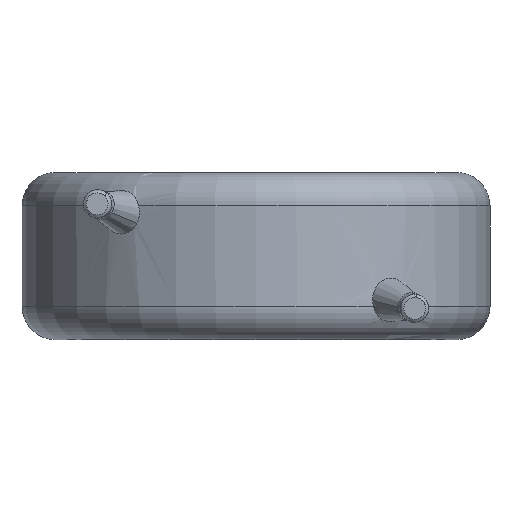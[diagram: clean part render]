
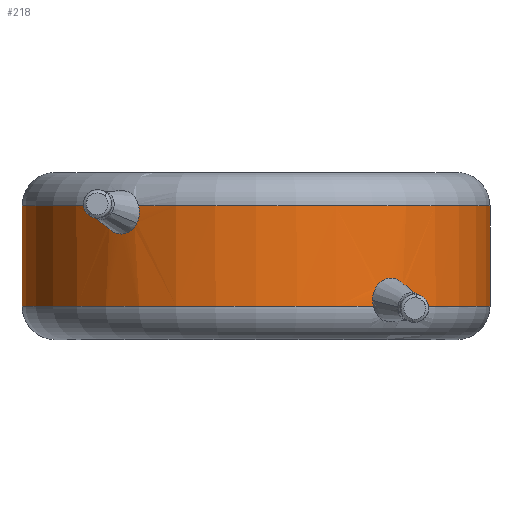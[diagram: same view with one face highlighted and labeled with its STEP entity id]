
A CAD part, front view. The second image highlights one B-rep face of the part: STEP entity #218.
In plain terms, the highlighted cylindrical face has radius 7 mm (diameter 14 mm), a partial arc.
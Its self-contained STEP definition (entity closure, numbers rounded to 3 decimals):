
#5 = DIRECTION ( 'NONE',  ( 0., 0., -1. ) ) ;
#43 = VERTEX_POINT ( 'NONE', #473 ) ;
#93 = ORIENTED_EDGE ( 'NONE', *, *, #435, .F. ) ;
#99 = CARTESIAN_POINT ( 'NONE',  ( -4.129, -5.655, 3.148 ) ) ;
#111 = DIRECTION ( 'NONE',  ( 1., 0., 0. ) ) ;
#135 = VERTEX_POINT ( 'NONE', #2180 ) ;
#218 = ADVANCED_FACE ( 'NONE', ( #426 ), #1898, .T. ) ;
#244 = CARTESIAN_POINT ( 'NONE',  ( 4.306, -5.521, 1.778 ) ) ;
#258 = CARTESIAN_POINT ( 'NONE',  ( 3.746, -5.915, 1.765 ) ) ;
#275 = CARTESIAN_POINT ( 'NONE',  ( 4.168, -5.626, 1.845 ) ) ;
#298 = B_SPLINE_CURVE_WITH_KNOTS ( 'NONE', 3,
 ( #2412, #1133, #1445, #3414, #1776, #99, #2687, #2379, #615, #4220 ),
 .UNSPECIFIED., .F., .F.,
 ( 4, 2, 2, 2, 4 ),
 ( 0., 0., 0.001, 0.001, 0.002 ),
 .UNSPECIFIED. ) ;
#350 = DIRECTION ( 'NONE',  ( 0., 0., 1. ) ) ;
#385 = CIRCLE ( 'NONE', #579, 7. ) ;
#394 = AXIS2_PLACEMENT_3D ( 'NONE', #791, #3690, #111 ) ;
#426 = FACE_OUTER_BOUND ( 'NONE', #1908, .T. ) ;
#435 = EDGE_CURVE ( 'NONE', #2342, #915, #298, .T. ) ;
#473 = CARTESIAN_POINT ( 'NONE',  ( 7., 0., 4. ) ) ;
#475 = CARTESIAN_POINT ( 'NONE',  ( 0., 0., 4. ) ) ;
#495 = VERTEX_POINT ( 'NONE', #1004 ) ;
#506 = DIRECTION ( 'NONE',  ( 0., 0., -1. ) ) ;
#562 = B_SPLINE_CURVE_WITH_KNOTS ( 'NONE', 3,
 ( #4215, #4229, #957, #593 ),
 .UNSPECIFIED., .F., .F.,
 ( 4, 4 ),
 ( 0., 0. ),
 .UNSPECIFIED. ) ;
#579 = AXIS2_PLACEMENT_3D ( 'NONE', #475, #3787, #3841 ) ;
#593 = CARTESIAN_POINT ( 'NONE',  ( 3.488, -6.069, 1.172 ) ) ;
#615 = CARTESIAN_POINT ( 'NONE',  ( -3.629, -5.987, 3.351 ) ) ;
#655 = ORIENTED_EDGE ( 'NONE', *, *, #3605, .T. ) ;
#709 = CARTESIAN_POINT ( 'NONE',  ( -7., 0., 4. ) ) ;
#791 = CARTESIAN_POINT ( 'NONE',  ( 0., 0., 4. ) ) ;
#817 = CARTESIAN_POINT ( 'NONE',  ( 4.517, -5.347, 1. ) ) ;
#830 = B_SPLINE_CURVE_WITH_KNOTS ( 'NONE', 3,
 ( #3079, #2786, #4180, #258, #3864, #275, #244, #2838, #1537, #941 ),
 .UNSPECIFIED., .F., .F.,
 ( 4, 2, 2, 2, 4 ),
 ( 0., 0.001, 0.001, 0.002, 0.002 ),
 .UNSPECIFIED. ) ;
#858 = ORIENTED_EDGE ( 'NONE', *, *, #3109, .F. ) ;
#915 = VERTEX_POINT ( 'NONE', #1886 ) ;
#941 = CARTESIAN_POINT ( 'NONE',  ( 4.544, -5.325, 1.191 ) ) ;
#952 = B_SPLINE_CURVE_WITH_KNOTS ( 'NONE', 3,
 ( #2245, #2854, #3536, #1293 ),
 .UNSPECIFIED., .F., .F.,
 ( 4, 4 ),
 ( 0.002, 0.002 ),
 .UNSPECIFIED. ) ;
#957 = CARTESIAN_POINT ( 'NONE',  ( 3.489, -6.068, 1.113 ) ) ;
#985 = EDGE_CURVE ( 'NONE', #43, #135, #385, .T. ) ;
#1004 = CARTESIAN_POINT ( 'NONE',  ( 7., 0., 1. ) ) ;
#1018 = VERTEX_POINT ( 'NONE', #3112 ) ;
#1133 = CARTESIAN_POINT ( 'NONE',  ( -4.557, -5.314, 3.849 ) ) ;
#1293 = CARTESIAN_POINT ( 'NONE',  ( -3.512, -6.055, 4. ) ) ;
#1337 = DIRECTION ( 'NONE',  ( 0., 0., 1. ) ) ;
#1353 = ORIENTED_EDGE ( 'NONE', *, *, #985, .T. ) ;
#1445 = CARTESIAN_POINT ( 'NONE',  ( -4.553, -5.318, 3.681 ) ) ;
#1537 = CARTESIAN_POINT ( 'NONE',  ( 4.548, -5.321, 1.363 ) ) ;
#1572 = DIRECTION ( 'NONE',  ( -1., 0., 0. ) ) ;
#1613 = DIRECTION ( 'NONE',  ( 0., 0., -1. ) ) ;
#1638 = CARTESIAN_POINT ( 'NONE',  ( 4.543, -5.326, 1.127 ) ) ;
#1753 = LINE ( 'NONE', #2812, #3490 ) ;
#1776 = CARTESIAN_POINT ( 'NONE',  ( -4.36, -5.478, 3.271 ) ) ;
#1814 = ORIENTED_EDGE ( 'NONE', *, *, #1893, .T. ) ;
#1886 = CARTESIAN_POINT ( 'NONE',  ( -3.561, -6.026, 3.489 ) ) ;
#1893 = EDGE_CURVE ( 'NONE', #2342, #2122, #2584, .T. ) ;
#1898 = CYLINDRICAL_SURFACE ( 'NONE', #3638, 7. ) ;
#1908 = EDGE_LOOP ( 'NONE', ( #2719, #1353, #858, #93, #1814, #3915, #655, #3871, #2522, #3834, #2023 ) ) ;
#1953 = DIRECTION ( 'NONE',  ( 1., 0., 0. ) ) ;
#1954 = CARTESIAN_POINT ( 'NONE',  ( 4.544, -5.325, 1.191 ) ) ;
#1987 = CARTESIAN_POINT ( 'NONE',  ( 4.534, -5.334, 1.062 ) ) ;
#2008 = CIRCLE ( 'NONE', #4019, 7. ) ;
#2023 = ORIENTED_EDGE ( 'NONE', *, *, #3436, .T. ) ;
#2036 = EDGE_CURVE ( 'NONE', #1018, #2390, #562, .T. ) ;
#2122 = VERTEX_POINT ( 'NONE', #709 ) ;
#2178 = VERTEX_POINT ( 'NONE', #1954 ) ;
#2180 = CARTESIAN_POINT ( 'NONE',  ( -3.512, -6.055, 4. ) ) ;
#2184 = EDGE_CURVE ( 'NONE', #2122, #2535, #3831, .T. ) ;
#2245 = CARTESIAN_POINT ( 'NONE',  ( -3.561, -6.026, 3.489 ) ) ;
#2319 = CARTESIAN_POINT ( 'NONE',  ( 0., 0., 1. ) ) ;
#2326 = VERTEX_POINT ( 'NONE', #817 ) ;
#2342 = VERTEX_POINT ( 'NONE', #3501 ) ;
#2379 = CARTESIAN_POINT ( 'NONE',  ( -3.741, -5.919, 3.243 ) ) ;
#2390 = VERTEX_POINT ( 'NONE', #3047 ) ;
#2412 = CARTESIAN_POINT ( 'NONE',  ( -4.517, -5.347, 4. ) ) ;
#2522 = ORIENTED_EDGE ( 'NONE', *, *, #2571, .T. ) ;
#2533 = VECTOR ( 'NONE', #5, 1000. ) ;
#2535 = VERTEX_POINT ( 'NONE', #4113 ) ;
#2571 = EDGE_CURVE ( 'NONE', #2390, #2178, #830, .T. ) ;
#2584 = CIRCLE ( 'NONE', #394, 7. ) ;
#2687 = CARTESIAN_POINT ( 'NONE',  ( -3.99, -5.753, 3.142 ) ) ;
#2719 = ORIENTED_EDGE ( 'NONE', *, *, #3516, .F. ) ;
#2786 = CARTESIAN_POINT ( 'NONE',  ( 3.484, -6.072, 1.343 ) ) ;
#2812 = CARTESIAN_POINT ( 'NONE',  ( 7., 0., 5. ) ) ;
#2838 = CARTESIAN_POINT ( 'NONE',  ( 4.496, -5.367, 1.536 ) ) ;
#2854 = CARTESIAN_POINT ( 'NONE',  ( -3.486, -6.071, 3.642 ) ) ;
#2961 = CARTESIAN_POINT ( 'NONE',  ( 0., 0., 1. ) ) ;
#3047 = CARTESIAN_POINT ( 'NONE',  ( 3.488, -6.069, 1.172 ) ) ;
#3079 = CARTESIAN_POINT ( 'NONE',  ( 3.488, -6.069, 1.172 ) ) ;
#3096 = CARTESIAN_POINT ( 'NONE',  ( 0., 0., 5. ) ) ;
#3109 = EDGE_CURVE ( 'NONE', #915, #135, #952, .T. ) ;
#3112 = CARTESIAN_POINT ( 'NONE',  ( 3.512, -6.055, 1. ) ) ;
#3320 = EDGE_CURVE ( 'NONE', #2178, #2326, #4231, .T. ) ;
#3414 = CARTESIAN_POINT ( 'NONE',  ( -4.454, -5.4, 3.39 ) ) ;
#3436 = EDGE_CURVE ( 'NONE', #2326, #495, #2008, .T. ) ;
#3446 = CIRCLE ( 'NONE', #4246, 7. ) ;
#3490 = VECTOR ( 'NONE', #1613, 1000. ) ;
#3501 = CARTESIAN_POINT ( 'NONE',  ( -4.517, -5.347, 4. ) ) ;
#3516 = EDGE_CURVE ( 'NONE', #43, #495, #1753, .T. ) ;
#3536 = CARTESIAN_POINT ( 'NONE',  ( -3.467, -6.081, 3.83 ) ) ;
#3605 = EDGE_CURVE ( 'NONE', #2535, #1018, #3446, .T. ) ;
#3627 = DIRECTION ( 'NONE',  ( 1., 0., 0. ) ) ;
#3638 = AXIS2_PLACEMENT_3D ( 'NONE', #3096, #506, #1572 ) ;
#3690 = DIRECTION ( 'NONE',  ( 0., 0., -1. ) ) ;
#3787 = DIRECTION ( 'NONE',  ( 0., 0., -1. ) ) ;
#3831 = LINE ( 'NONE', #3957, #2533 ) ;
#3834 = ORIENTED_EDGE ( 'NONE', *, *, #3320, .T. ) ;
#3841 = DIRECTION ( 'NONE',  ( 1., 0., 0. ) ) ;
#3864 = CARTESIAN_POINT ( 'NONE',  ( 3.889, -5.823, 1.839 ) ) ;
#3871 = ORIENTED_EDGE ( 'NONE', *, *, #2036, .T. ) ;
#3915 = ORIENTED_EDGE ( 'NONE', *, *, #2184, .T. ) ;
#3952 = CARTESIAN_POINT ( 'NONE',  ( 4.544, -5.325, 1.191 ) ) ;
#3957 = CARTESIAN_POINT ( 'NONE',  ( -7., 0., 5. ) ) ;
#3979 = CARTESIAN_POINT ( 'NONE',  ( 4.517, -5.347, 1. ) ) ;
#4019 = AXIS2_PLACEMENT_3D ( 'NONE', #2961, #1337, #3627 ) ;
#4113 = CARTESIAN_POINT ( 'NONE',  ( -7., 0., 1. ) ) ;
#4180 = CARTESIAN_POINT ( 'NONE',  ( 3.542, -6.039, 1.516 ) ) ;
#4215 = CARTESIAN_POINT ( 'NONE',  ( 3.512, -6.055, 1. ) ) ;
#4220 = CARTESIAN_POINT ( 'NONE',  ( -3.561, -6.026, 3.489 ) ) ;
#4229 = CARTESIAN_POINT ( 'NONE',  ( 3.498, -6.064, 1.056 ) ) ;
#4231 = B_SPLINE_CURVE_WITH_KNOTS ( 'NONE', 3,
 ( #3952, #1638, #1987, #3979 ),
 .UNSPECIFIED., .F., .F.,
 ( 4, 4 ),
 ( 0.002, 0.002 ),
 .UNSPECIFIED. ) ;
#4246 = AXIS2_PLACEMENT_3D ( 'NONE', #2319, #350, #1953 ) ;
